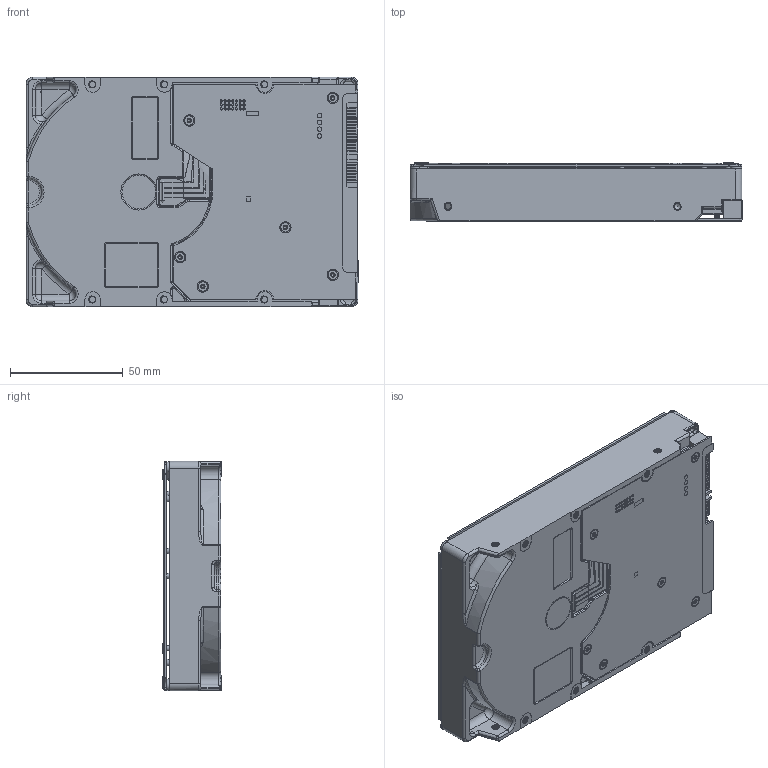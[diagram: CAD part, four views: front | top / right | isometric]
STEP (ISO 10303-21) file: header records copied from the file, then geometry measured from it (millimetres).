
FILE_DESCRIPTION(/* description */ (''),/* implementation_level */ '2;1');
FILE_NAME(/* name */ 'WD101EFAX--WD_Red_Plus_10TB_NAS_HDD.step',/* time_stamp */ '2020-12-04T23:10:28-05:00',/* author */ (''),/* organization */ (''),/* preprocessor_version */ 'ST-DEVELOPER v18.1',/* originating_system */ 'Autodesk Translation Framework v9.3.0.1241',/* authorisation */ '');
FILE_SCHEMA (('AUTOMOTIVE_DESIGN { 1 0 10303 214 3 1 1 }'));
Products named in the file (14): WD101EFAX--WD Red Plus 10TB NAS HDD; Backplate; 90318A102; Body; Connector; Male Connector; PIns; Long Pin; Short Pin; Ribbon Cable; PCB; Screws; 92703A100; Label
Assembly tree (45 placements, depth 5):
  WD101EFAX--WD Red Plus 10TB NAS HDD
    Backplate
      90318A102  x8
    Body
    Connector
      Male Connector
        PIns
          Long Pin  x9
          Short Pin  x13
    Ribbon Cable
    PCB
      Screws
        92703A100  x6
    Label
Bounding box: 147 x 25.79 x 101.6 mm (x, y, z)
Volume: 334225.1 mm3; surface area: 110817.7 mm2
Topology: 85 solids, 86 shells, 1884 faces, 4559 edges, 2888 vertices
Faces by surface type: plane 827, cylinder 571, bspline 163, cone 154, torus 151, sphere 18
Full cylindrical faces by diameter (mm): 1 x21, 1.448 x8, 1.595 x58, 1.7 x1, 2 x16, 2.184 x50, 2.381 x8, 2.769 x18, 2.87 x4, 3.175 x5, 3.505 x18, 4.763 x8, 5 x8, 6 x2, 8.35 x1, 14 x2, 15 x2
Entity records: 50897 total; most frequent: CARTESIAN_POINT 21208, ORIENTED_EDGE 6090, DIRECTION 5933, EDGE_CURVE 3047, AXIS2_PLACEMENT_3D 2140, VERTEX_POINT 1946, LINE 1653, VECTOR 1653
